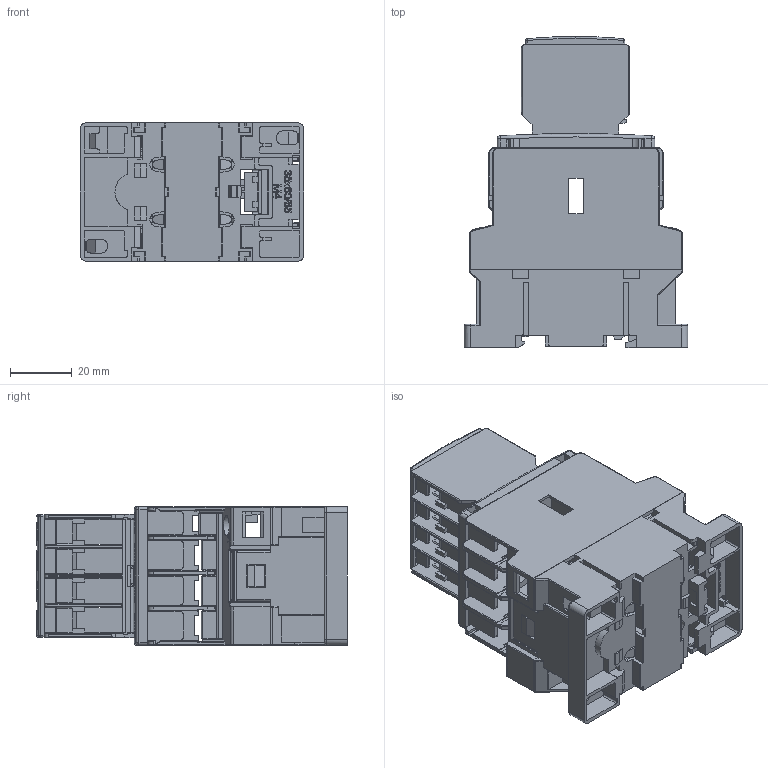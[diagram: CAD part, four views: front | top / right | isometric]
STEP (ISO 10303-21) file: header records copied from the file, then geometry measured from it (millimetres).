
FILE_DESCRIPTION (( 'STEP AP214' ), '1' );
FILE_NAME ('S -502045 -KONTAKTOR CNN 18 10 KOMPLET I CNN 18 01 KOMPLET- CIST.STEP', '2019-06-19T06:06:45', ( '' ), ( '' ), 'SwSTEP 2.0', 'SolidWorks 2011', '' );
FILE_SCHEMA (( 'AUTOMOTIVE_DESIGN' ));
Length unit declared in the file: millimetre
Products named in the file (1): S -502045 -KONTAKTOR CNN 18 10 KOMPLET I CNN 18 01 KOMPLET- CIST
Bounding box: 72.2 x 100.5 x 44.8 mm (x, y, z)
Volume: 53337.2 mm3; surface area: 90349.8 mm2
Topology: 10 solids, 10 shells, 4578 faces, 13595 edges, 8948 vertices
Faces by surface type: plane 3357, cylinder 840, bspline 306, cone 34, sphere 22, torus 19
Full cylindrical faces by diameter (mm): 1.4 x4, 1.5 x14, 1.6 x4, 3 x4, 6.2 x2, 6.5 x8, 6.6 x3, 7.2 x6
Entity records: 218694 total; most frequent: CARTESIAN_POINT 53598, ORIENTED_EDGE 26886, DIRECTION 19590, EDGE_CURVE 13443, VERTEX_POINT 8909, LINE 8800, VECTOR 8800, AXIS2_PLACEMENT_3D 5395
